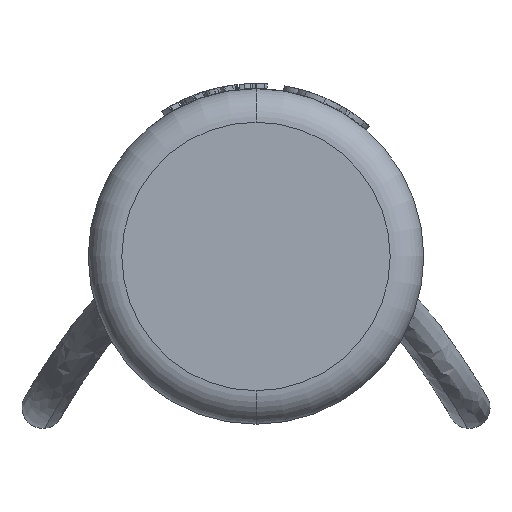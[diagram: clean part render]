
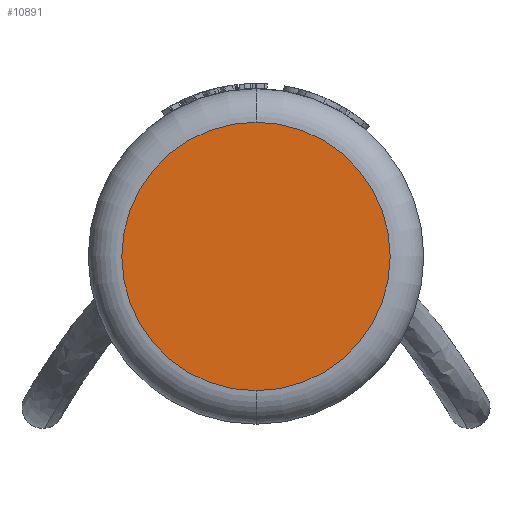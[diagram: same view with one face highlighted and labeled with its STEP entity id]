
A CAD part, left-side view. The second image highlights one B-rep face of the part: STEP entity #10891.
In plain terms, the highlighted planar face has unit normal (-1, 0, 0).
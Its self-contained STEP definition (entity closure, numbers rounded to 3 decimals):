
#285 = CIRCLE ( 'NONE', #11824, 0.8 ) ;
#1212 = CARTESIAN_POINT ( 'NONE',  ( -6., 0., 0. ) ) ;
#2035 = ORIENTED_EDGE ( 'NONE', *, *, #9318, .T. ) ;
#2073 = PLANE ( 'NONE',  #4269 ) ;
#2285 = CARTESIAN_POINT ( 'NONE',  ( -6., 0., 0.8 ) ) ;
#2372 = DIRECTION ( 'NONE',  ( 1., 0., 0. ) ) ;
#2996 = EDGE_CURVE ( 'NONE', #8350, #10679, #4231, .T. ) ;
#3447 = DIRECTION ( 'NONE',  ( -1., 0., 0. ) ) ;
#4231 = CIRCLE ( 'NONE', #11206, 0.8 ) ;
#4269 = AXIS2_PLACEMENT_3D ( 'NONE', #1212, #2372, #8989 ) ;
#5959 = DIRECTION ( 'NONE',  ( 0., 0., 1. ) ) ;
#6141 = DIRECTION ( 'NONE',  ( -1., 0., 0. ) ) ;
#6345 = DIRECTION ( 'NONE',  ( 0., 0., 1. ) ) ;
#6857 = FACE_OUTER_BOUND ( 'NONE', #7203, .T. ) ;
#7203 = EDGE_LOOP ( 'NONE', ( #2035, #8823 ) ) ;
#8070 = CARTESIAN_POINT ( 'NONE',  ( -6., 0., 0. ) ) ;
#8350 = VERTEX_POINT ( 'NONE', #11361 ) ;
#8823 = ORIENTED_EDGE ( 'NONE', *, *, #2996, .T. ) ;
#8989 = DIRECTION ( 'NONE',  ( 0., 0., -1. ) ) ;
#9318 = EDGE_CURVE ( 'NONE', #10679, #8350, #285, .T. ) ;
#10679 = VERTEX_POINT ( 'NONE', #2285 ) ;
#10891 = ADVANCED_FACE ( 'NONE', ( #6857 ), #2073, .F. ) ;
#11206 = AXIS2_PLACEMENT_3D ( 'NONE', #11997, #3447, #6345 ) ;
#11361 = CARTESIAN_POINT ( 'NONE',  ( -6., 0., -0.8 ) ) ;
#11824 = AXIS2_PLACEMENT_3D ( 'NONE', #8070, #6141, #5959 ) ;
#11997 = CARTESIAN_POINT ( 'NONE',  ( -6., 0., 0. ) ) ;
